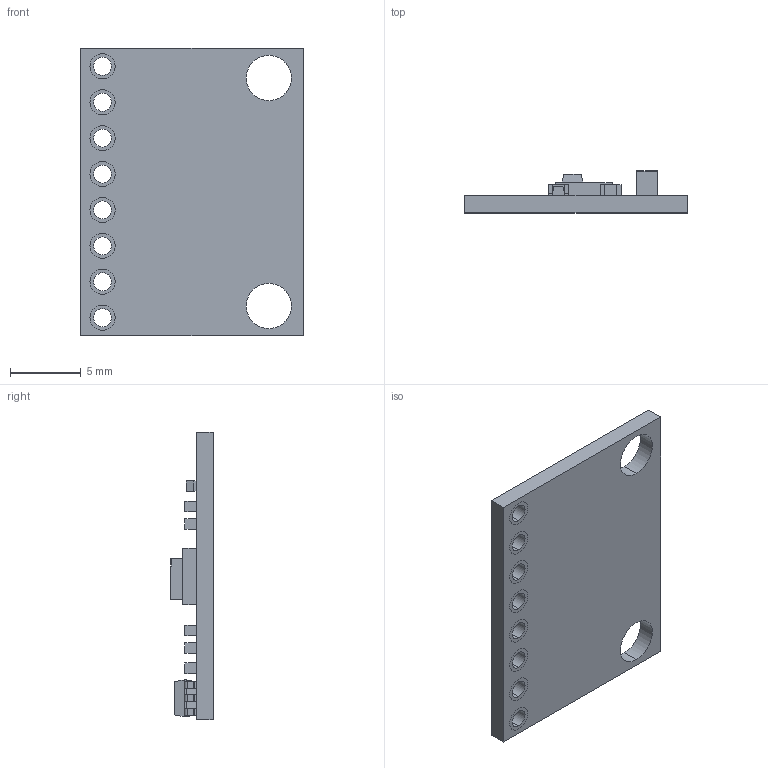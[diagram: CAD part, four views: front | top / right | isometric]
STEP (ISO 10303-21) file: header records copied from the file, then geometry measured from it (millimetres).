
FILE_DESCRIPTION (( 'STEP AP214' ), '1' );
FILE_NAME ('GY-521.STEP', '2025-03-04T22:43:11', ( '' ), ( '' ), 'SwSTEP 2.0', 'SolidWorks 2021', '' );
FILE_SCHEMA (( 'AUTOMOTIVE_DESIGN' ));
Length unit declared in the file: millimetre
Products named in the file (1): GY-521
Bounding box: 15.7 x 3 x 20.3 mm (x, y, z)
Volume: 388.8 mm3; surface area: 1026.9 mm2
Topology: 52 solids, 52 shells, 385 faces, 832 edges, 552 vertices
Faces by surface type: plane 309, cylinder 76
Entity records: 10939 total; most frequent: CARTESIAN_POINT 1770, DIRECTION 1756, ORIENTED_EDGE 1664, EDGE_CURVE 832, LINE 680, VECTOR 680, VERTEX_POINT 552, AXIS2_PLACEMENT_3D 538
